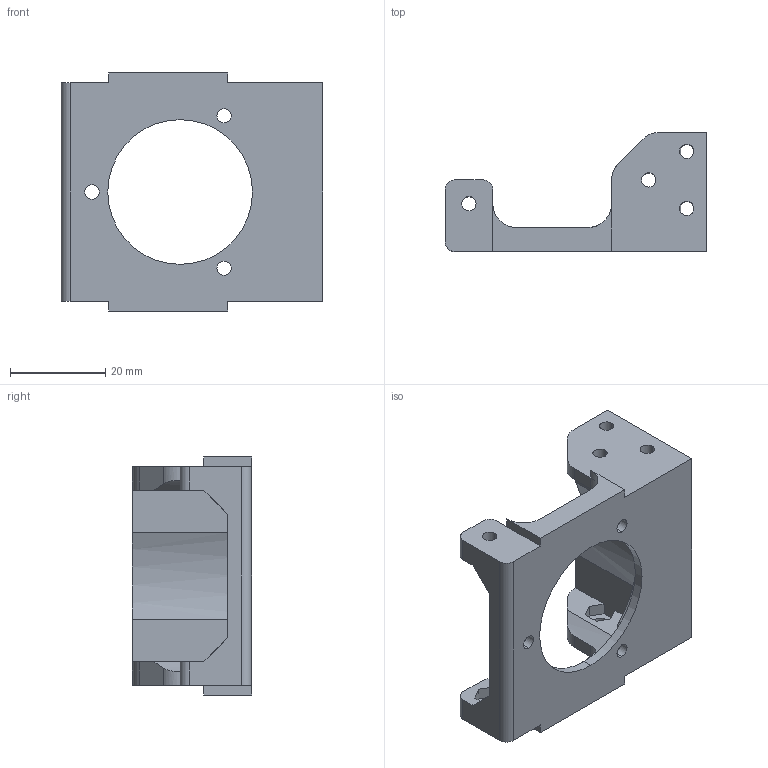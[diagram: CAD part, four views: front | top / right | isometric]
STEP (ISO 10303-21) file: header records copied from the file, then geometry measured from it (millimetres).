
FILE_DESCRIPTION (( 'STEP AP214' ), '1' );
FILE_NAME ('GIM3505盓殤湖荂.STEP', '2025-08-22T03:40:40', ( '' ), ( '' ), 'SwSTEP 2.0', 'SolidWorks 2018', '' );
FILE_SCHEMA (( 'AUTOMOTIVE_DESIGN' ));
Length unit declared in the file: millimetre
Products named in the file (1): GIM3505盓殤湖荂
Bounding box: 55 x 25 x 50 mm (x, y, z)
Volume: 13123.1 mm3; surface area: 9893.6 mm2
Topology: 1 solids, 1 shells, 171 faces, 481 edges, 318 vertices
Faces by surface type: plane 97, cylinder 72, cone 2
Entity records: 5689 total; most frequent: CARTESIAN_POINT 1071, ORIENTED_EDGE 962, DIRECTION 959, EDGE_CURVE 481, LINE 323, VECTOR 323, VERTEX_POINT 318, AXIS2_PLACEMENT_3D 318
